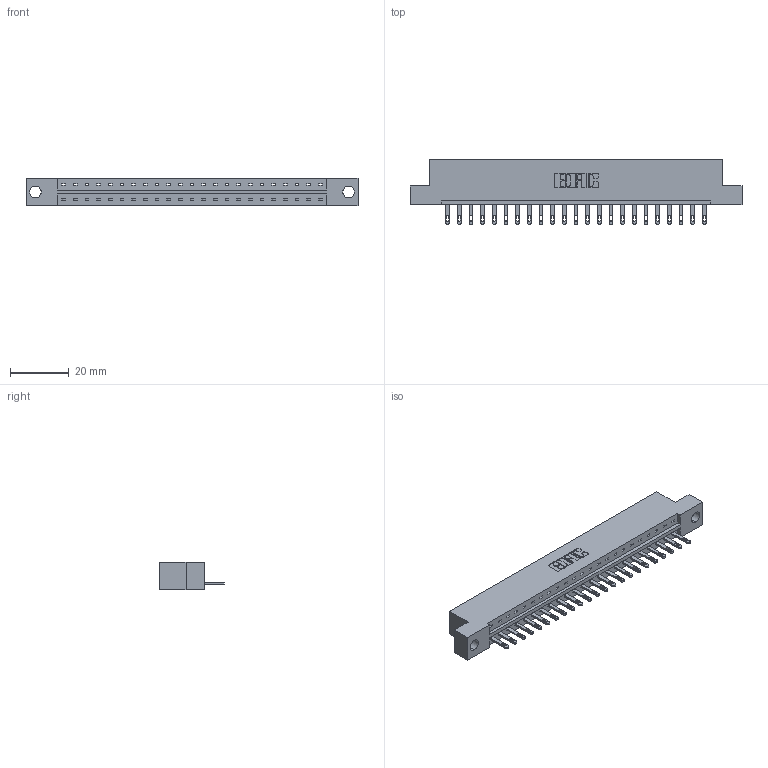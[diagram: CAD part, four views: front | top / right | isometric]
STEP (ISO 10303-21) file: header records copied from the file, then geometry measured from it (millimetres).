
FILE_DESCRIPTION (( 'STEP AP203' ), '1' );
FILE_NAME ('833-023-500-104.STEP', '2020-06-01T18:34:35', ( '' ), ( '' ), 'SwSTEP 2.0', 'SolidWorks 2020', '' );
FILE_SCHEMA (( 'CONFIG_CONTROL_DESIGN' ));
Length unit declared in the file: inch
Products named in the file (3): 833-023-500-104; 345-292-001_345-293-100; 833 Part_Flush - .156 Dia - TH
Assembly tree (24 placements, depth 2):
  833-023-500-104
    833 Part_Flush - .156 Dia - TH
    345-292-001_345-293-100  x23
Bounding box: 112.67 x 21.85 x 9.4 mm (x, y, z)
Volume: 11101.2 mm3; surface area: 11738.2 mm2
Topology: 24 solids, 24 shells, 1356 faces, 4175 edges, 2782 vertices
Faces by surface type: plane 898, cylinder 458
Entity records: 16451 total; most frequent: CARTESIAN_POINT 2847, ORIENTED_EDGE 2806, DIRECTION 2441, EDGE_CURVE 1403, VECTOR 1271, LINE 1271, VERTEX_POINT 934, AXIS2_PLACEMENT_3D 585
